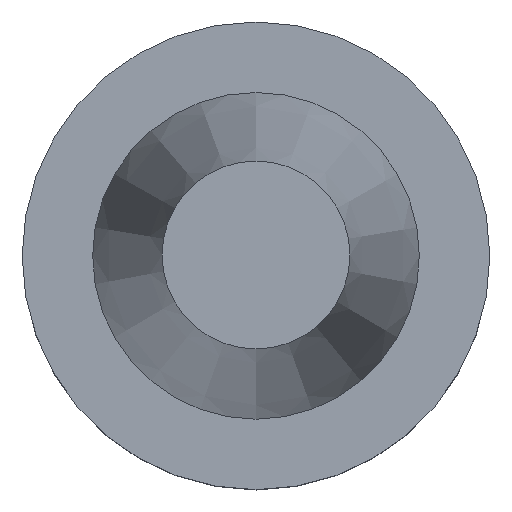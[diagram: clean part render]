
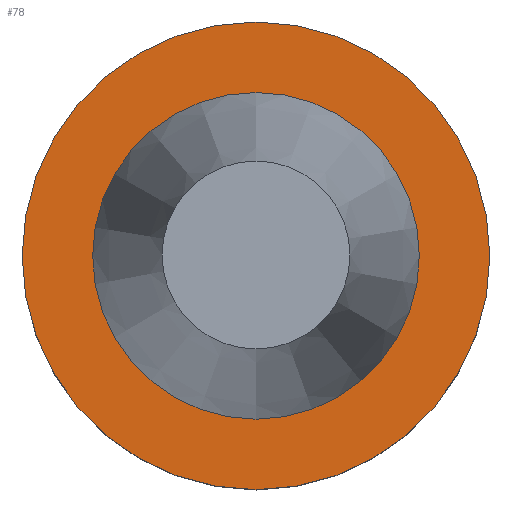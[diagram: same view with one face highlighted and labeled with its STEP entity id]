
A CAD part, top view. The second image highlights one B-rep face of the part: STEP entity #78.
In plain terms, the highlighted planar face has unit normal (0, 0, 1).
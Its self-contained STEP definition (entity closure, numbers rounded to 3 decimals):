
#78=ADVANCED_FACE('',(#102,#103),#104,.T.);
#102=FACE_OUTER_BOUND('',#151,.T.);
#103=FACE_BOUND('',#152,.T.);
#104=PLANE('',#153);
#151=EDGE_LOOP('',(#206));
#152=EDGE_LOOP('',(#207));
#153=AXIS2_PLACEMENT_3D('',#208,#209,#210);
#206=ORIENTED_EDGE('',*,*,#278,.F.);
#207=ORIENTED_EDGE('',*,*,#277,.T.);
#208=CARTESIAN_POINT('',(0.,42.333,-1.5));
#209=DIRECTION('',(0.,0.,1.0));
#210=DIRECTION('',(0.,-1.0,0.));
#277=EDGE_CURVE('',#296,#296,#297,.T.);
#278=EDGE_CURVE('',#298,#298,#299,.T.);
#296=VERTEX_POINT('',#328);
#297=CIRCLE('',#329,34.667);
#298=VERTEX_POINT('',#330);
#299=CIRCLE('',#331,50.0);
#328=CARTESIAN_POINT('',(0.,34.667,-1.5));
#329=AXIS2_PLACEMENT_3D('',#363,#364,#365);
#330=CARTESIAN_POINT('',(0.,50.0,-1.5));
#331=AXIS2_PLACEMENT_3D('',#366,#367,#368);
#363=CARTESIAN_POINT('',(0.,0.,-1.5));
#364=DIRECTION('',(0.,0.,-1.0));
#365=DIRECTION('',(0.,1.0,0.));
#366=CARTESIAN_POINT('',(0.,0.,-1.5));
#367=DIRECTION('',(0.,0.,-1.0));
#368=DIRECTION('',(0.,1.0,0.));
